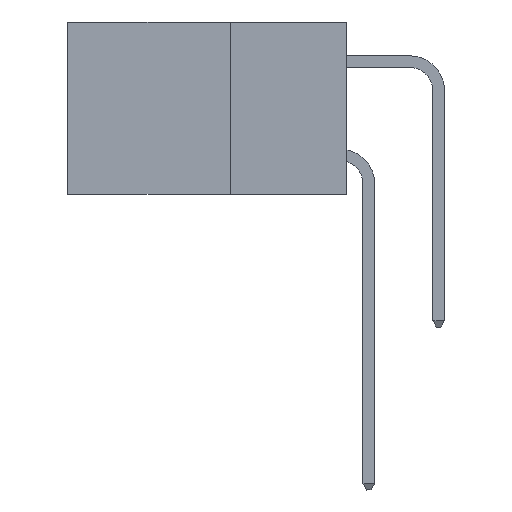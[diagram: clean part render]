
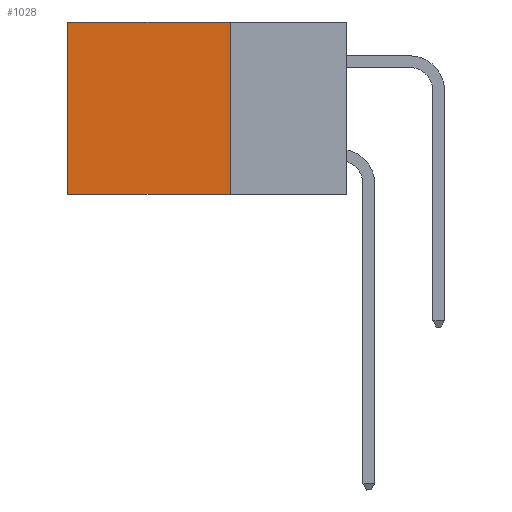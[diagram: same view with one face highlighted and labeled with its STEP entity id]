
A CAD part, left-side view. The second image highlights one B-rep face of the part: STEP entity #1028.
In plain terms, the highlighted planar face has unit normal (-1, 0, 0).
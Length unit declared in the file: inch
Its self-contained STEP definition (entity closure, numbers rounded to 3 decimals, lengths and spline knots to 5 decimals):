
#427 = ORIENTED_EDGE ( 'NONE', *, *, #763, .T. ) ;
#763 = EDGE_CURVE ( 'NONE', #23770, #17605, #28068, .T. ) ;
#1028 = ADVANCED_FACE ( 'NONE', ( #11477 ), #19168, .F. ) ;
#1851 = CARTESIAN_POINT ( 'NONE',  ( 0.2875, 0.25, 0. ) ) ;
#3256 = CARTESIAN_POINT ( 'NONE',  ( 0.2875, 0.25, 0. ) ) ;
#3404 = DIRECTION ( 'NONE',  ( 0., 1., 0. ) ) ;
#3510 = VERTEX_POINT ( 'NONE', #7745 ) ;
#4903 = ORIENTED_EDGE ( 'NONE', *, *, #14165, .T. ) ;
#5118 = EDGE_CURVE ( 'NONE', #12246, #3510, #14605, .T. ) ;
#5122 = CARTESIAN_POINT ( 'NONE',  ( 0.2875, 0.6, 0. ) ) ;
#6437 = DIRECTION ( 'NONE',  ( 1., 0., 0. ) ) ;
#7745 = CARTESIAN_POINT ( 'NONE',  ( 0.2875, 0.25, -0.37 ) ) ;
#8087 = VECTOR ( 'NONE', #28066, 39.37008 ) ;
#11477 = FACE_OUTER_BOUND ( 'NONE', #18077, .T. ) ;
#12246 = VERTEX_POINT ( 'NONE', #30120 ) ;
#12657 = CARTESIAN_POINT ( 'NONE',  ( 0.2875, 0.6, -0.37 ) ) ;
#14165 = EDGE_CURVE ( 'NONE', #12246, #23770, #23522, .T. ) ;
#14605 = LINE ( 'NONE', #1851, #16848 ) ;
#15343 = DIRECTION ( 'NONE',  ( 0., 0., -1. ) ) ;
#16203 = AXIS2_PLACEMENT_3D ( 'NONE', #29377, #6437, #26862 ) ;
#16848 = VECTOR ( 'NONE', #28141, 39.37008 ) ;
#17605 = VERTEX_POINT ( 'NONE', #12657 ) ;
#18077 = EDGE_LOOP ( 'NONE', ( #427, #29296, #22039, #4903 ) ) ;
#19168 = PLANE ( 'NONE',  #16203 ) ;
#21217 = EDGE_CURVE ( 'NONE', #3510, #17605, #23833, .T. ) ;
#22039 = ORIENTED_EDGE ( 'NONE', *, *, #5118, .F. ) ;
#23522 = LINE ( 'NONE', #3256, #8087 ) ;
#23770 = VERTEX_POINT ( 'NONE', #26390 ) ;
#23833 = LINE ( 'NONE', #26513, #32383 ) ;
#26390 = CARTESIAN_POINT ( 'NONE',  ( 0.2875, 0.6, 0. ) ) ;
#26513 = CARTESIAN_POINT ( 'NONE',  ( 0.2875, 0.25, -0.37 ) ) ;
#26862 = DIRECTION ( 'NONE',  ( 0., 0., -1. ) ) ;
#28066 = DIRECTION ( 'NONE',  ( 0., 1., 0. ) ) ;
#28068 = LINE ( 'NONE', #5122, #31150 ) ;
#28141 = DIRECTION ( 'NONE',  ( 0., 0., -1. ) ) ;
#29296 = ORIENTED_EDGE ( 'NONE', *, *, #21217, .F. ) ;
#29377 = CARTESIAN_POINT ( 'NONE',  ( 0.2875, 0.25, 0. ) ) ;
#30120 = CARTESIAN_POINT ( 'NONE',  ( 0.2875, 0.25, 0. ) ) ;
#31150 = VECTOR ( 'NONE', #15343, 39.37008 ) ;
#32383 = VECTOR ( 'NONE', #3404, 39.37008 ) ;
